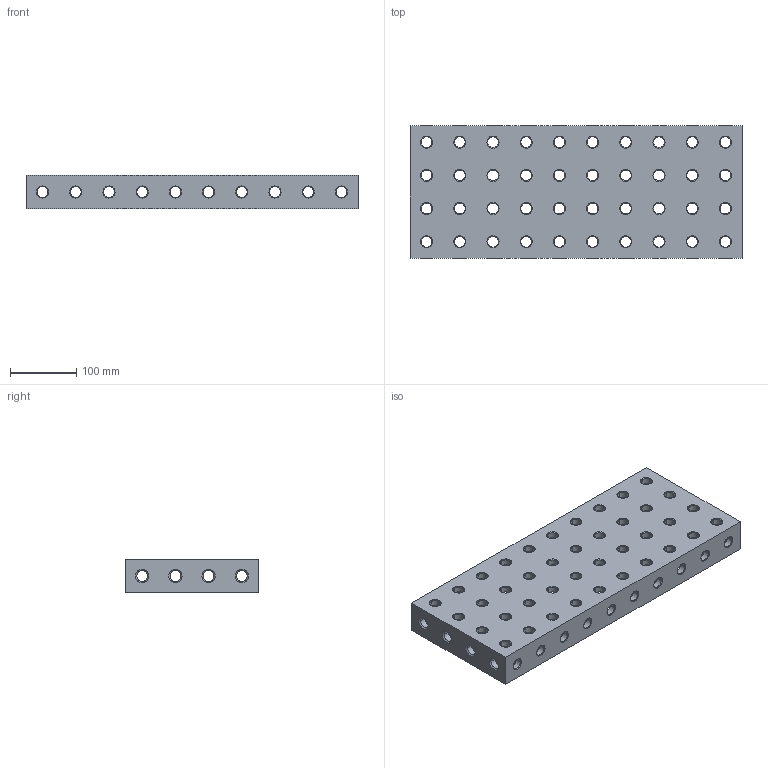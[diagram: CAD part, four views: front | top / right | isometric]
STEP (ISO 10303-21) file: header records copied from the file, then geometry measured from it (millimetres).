
FILE_DESCRIPTION(('STEP AP214'),'1');
FILE_NAME('160265.STP','2011-09-06T07:46:51',(' '),(' '),'Spatial InterOp 3D',' ',' ');
FILE_SCHEMA(('automotive_design'));
Length unit declared in the file: millimetre
Products named in the file (1): Quader
Bounding box: 500 x 200 x 50 mm (x, y, z)
Volume: 1641572 mm3; surface area: 327560.8 mm2
Topology: 1 solids, 1 shells, 419 faces, 976 edges, 560 vertices
Faces by surface type: cone 272, cylinder 136, plane 11
Entity records: 15506 total; most frequent: DIRECTION 2360, CARTESIAN_POINT 1956, ORIENTED_EDGE 1952, EDGE_CURVE 976, AXIS2_PLACEMENT_3D 964, VERTEX_POINT 560, EDGE_LOOP 556, CIRCLE 544
